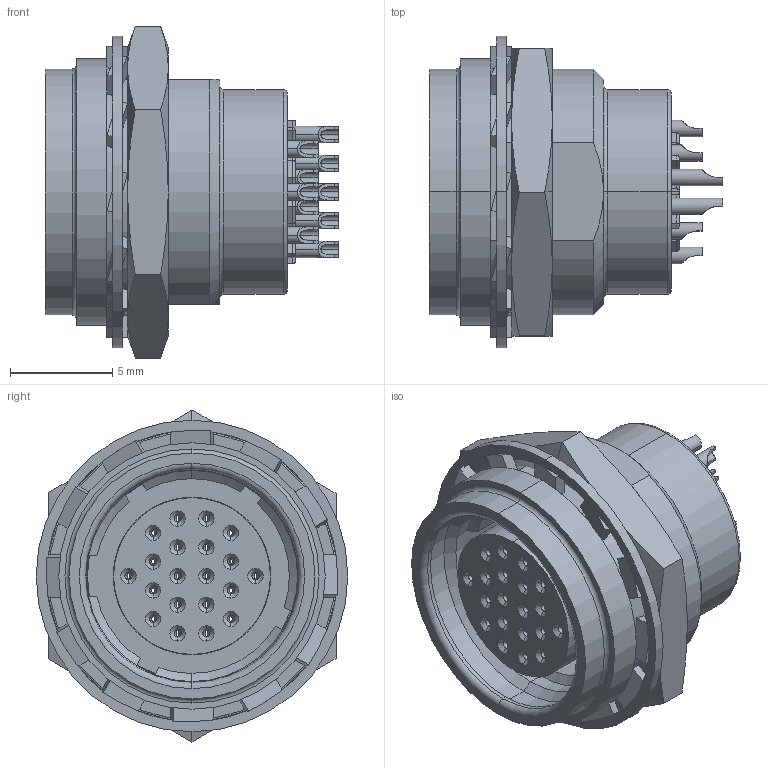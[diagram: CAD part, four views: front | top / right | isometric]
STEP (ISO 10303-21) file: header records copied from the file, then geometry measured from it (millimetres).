
FILE_DESCRIPTION(('OneSpaceDesigner STEP Export'),'2;1');
FILE_NAME('HR25A-9R-20S.stp','2007-09-28T17:38:02',(''),(''),'OneSpace Designer STEP processor for AP214 (Solid Model)','OneSpace Modeling 15.00A 14-Mar-2007 (C) CoCreate Software GmbH','');
FILE_SCHEMA(('AUTOMOTIVE_DESIGN { 1 0 10303 214 1 1 1 1 }'));
Length unit declared in the file: millimetre
Products named in the file (4): NUT; WASHER; HOUSING; HR25A-9R-20S
Assembly tree (3 placements, depth 2):
  HR25A-9R-20S
    HOUSING
    WASHER
    NUT
Bounding box: 14.3 x 15.2 x 16.2 mm (x, y, z)
Volume: 1049.8 mm3; surface area: 2630.6 mm2
Topology: 3 solids, 3 shells, 2242 faces, 5134 edges, 2924 vertices
Faces by surface type: cylinder 914, plane 900, cone 266, extrusion 80, bspline 68, torus 14
Entity records: 87833 total; most frequent: CARTESIAN_POINT 44874, ORIENTED_EDGE 10348, DIRECTION 6590, EDGE_CURVE 5134, VERTEX_POINT 2924, EDGE_LOOP 2395, VECTOR 2242, FACE_OUTER_BOUND 2242
